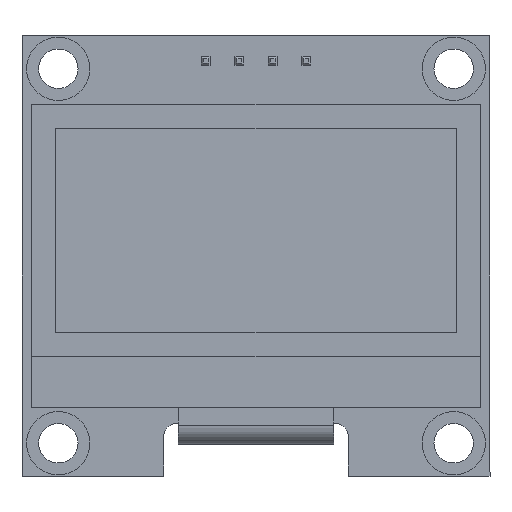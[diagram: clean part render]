
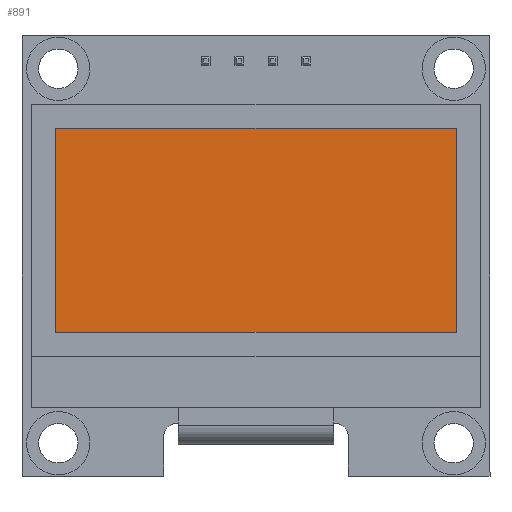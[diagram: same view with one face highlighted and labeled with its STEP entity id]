
A CAD part, top view. The second image highlights one B-rep face of the part: STEP entity #891.
In plain terms, the highlighted planar face has unit normal (0, 0, 1).
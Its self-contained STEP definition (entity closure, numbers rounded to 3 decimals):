
#17 = VERTEX_POINT ( 'NONE', #117 ) ;
#83 = FACE_OUTER_BOUND ( 'NONE', #1752, .T. ) ;
#113 = ORIENTED_EDGE ( 'NONE', *, *, #3415, .F. ) ;
#117 = CARTESIAN_POINT ( 'NONE',  ( -15.2, 9.7, 2.9 ) ) ;
#163 = CARTESIAN_POINT ( 'NONE',  ( -15.2, 0., 2.9 ) ) ;
#170 = DIRECTION ( 'NONE',  ( 1., 0., 0. ) ) ;
#217 = VECTOR ( 'NONE', #2538, 1000. ) ;
#441 = ORIENTED_EDGE ( 'NONE', *, *, #526, .F. ) ;
#526 = EDGE_CURVE ( 'NONE', #17, #2489, #784, .T. ) ;
#564 = LINE ( 'NONE', #1179, #3463 ) ;
#662 = EDGE_CURVE ( 'NONE', #827, #3489, #564, .T. ) ;
#664 = VECTOR ( 'NONE', #671, 1000. ) ;
#671 = DIRECTION ( 'NONE',  ( 0., -1., 0. ) ) ;
#784 = LINE ( 'NONE', #1071, #217 ) ;
#827 = VERTEX_POINT ( 'NONE', #2872 ) ;
#891 = ADVANCED_FACE ( 'NONE', ( #83 ), #3001, .T. ) ;
#920 = CARTESIAN_POINT ( 'NONE',  ( -15.2, -5.8, 2.9 ) ) ;
#957 = AXIS2_PLACEMENT_3D ( 'NONE', #1551, #2176, #170 ) ;
#1071 = CARTESIAN_POINT ( 'NONE',  ( 0., 9.7, 2.9 ) ) ;
#1179 = CARTESIAN_POINT ( 'NONE',  ( 0., -5.8, 2.9 ) ) ;
#1551 = CARTESIAN_POINT ( 'NONE',  ( 0., 0., 2.9 ) ) ;
#1610 = EDGE_CURVE ( 'NONE', #3489, #17, #2722, .T. ) ;
#1752 = EDGE_LOOP ( 'NONE', ( #3416, #3213, #113, #441 ) ) ;
#2038 = CARTESIAN_POINT ( 'NONE',  ( 15.2, 0., 2.9 ) ) ;
#2176 = DIRECTION ( 'NONE',  ( 0., 0., 1. ) ) ;
#2273 = LINE ( 'NONE', #2038, #664 ) ;
#2373 = VECTOR ( 'NONE', #3519, 1000. ) ;
#2489 = VERTEX_POINT ( 'NONE', #2743 ) ;
#2538 = DIRECTION ( 'NONE',  ( 1., 0., 0. ) ) ;
#2722 = LINE ( 'NONE', #163, #2373 ) ;
#2743 = CARTESIAN_POINT ( 'NONE',  ( 15.2, 9.7, 2.9 ) ) ;
#2872 = CARTESIAN_POINT ( 'NONE',  ( 15.2, -5.8, 2.9 ) ) ;
#3001 = PLANE ( 'NONE',  #957 ) ;
#3213 = ORIENTED_EDGE ( 'NONE', *, *, #662, .F. ) ;
#3415 = EDGE_CURVE ( 'NONE', #2489, #827, #2273, .T. ) ;
#3416 = ORIENTED_EDGE ( 'NONE', *, *, #1610, .F. ) ;
#3418 = DIRECTION ( 'NONE',  ( -1., 0., 0. ) ) ;
#3463 = VECTOR ( 'NONE', #3418, 1000. ) ;
#3489 = VERTEX_POINT ( 'NONE', #920 ) ;
#3519 = DIRECTION ( 'NONE',  ( 0., 1., 0. ) ) ;
